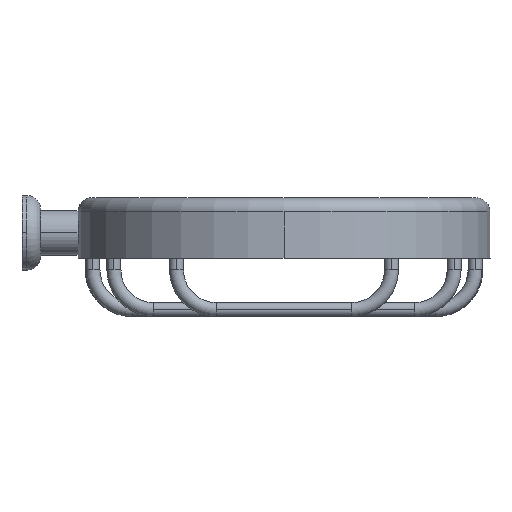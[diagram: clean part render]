
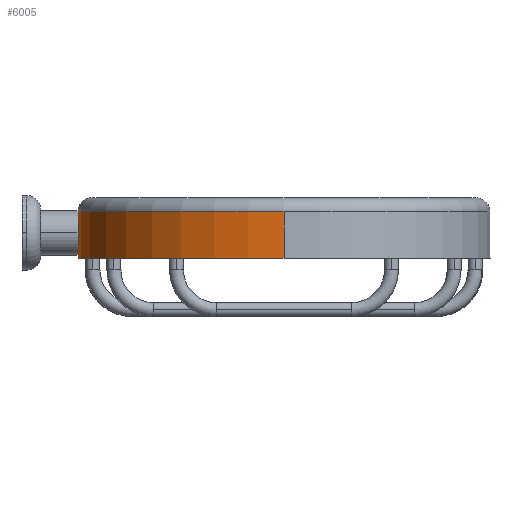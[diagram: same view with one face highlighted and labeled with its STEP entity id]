
A CAD part, left-side view. The second image highlights one B-rep face of the part: STEP entity #6005.
In plain terms, the highlighted cylindrical face has radius 44.094 mm (diameter 88.189 mm), a partial arc.
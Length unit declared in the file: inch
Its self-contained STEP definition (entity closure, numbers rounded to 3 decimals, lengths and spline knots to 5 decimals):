
#5326=DIRECTION('',(0.,0.,1.));
#5327=VECTOR('',#5326,0.393);
#5328=CARTESIAN_POINT('',(-0.12193,3.03089,
-0.011));
#5329=LINE('',#5328,#5327);
#5330=DIRECTION('',(0.,0.,1.));
#5331=VECTOR('',#5330,0.393);
#5332=CARTESIAN_POINT('',(-1.85793,1.29489,
-0.011));
#5333=LINE('',#5332,#5331);
#5348=CARTESIAN_POINT('',(-0.12193,1.29489,0.382));
#5349=DIRECTION('',(0.,0.,-1.));
#5350=DIRECTION('',(-1.,0.,0.));
#5351=AXIS2_PLACEMENT_3D('',#5348,#5349,#5350);
#5419=CARTESIAN_POINT('',(-0.12193,1.29489,
-0.011));
#5420=DIRECTION('',(0.,0.,1.));
#5421=DIRECTION('',(0.,1.,0.));
#5422=AXIS2_PLACEMENT_3D('',#5419,#5420,#5421);
#5694=CARTESIAN_POINT('',(-0.12193,3.03089,0.382));
#5695=VERTEX_POINT('',#5694);
#5721=CARTESIAN_POINT('',(-0.12193,3.03089,
-0.011));
#5722=VERTEX_POINT('',#5721);
#5723=CARTESIAN_POINT('',(-1.85793,1.29489,
-0.011));
#5724=CARTESIAN_POINT('',(-1.85793,1.29489,0.382));
#5725=VERTEX_POINT('',#5723);
#5726=VERTEX_POINT('',#5724);
#5991=CARTESIAN_POINT('',(-0.12193,1.29489,
-0.01981));
#5992=DIRECTION('',(0.,0.,1.));
#5993=DIRECTION('',(-1.,0.,0.));
#5994=AXIS2_PLACEMENT_3D('',#5991,#5992,#5993);
#5995=CYLINDRICAL_SURFACE('',#5994,1.736);
#5997=ORIENTED_EDGE('',*,*,#5996,.F.);
#5999=ORIENTED_EDGE('',*,*,#5998,.F.);
#6000=ORIENTED_EDGE('',*,*,#5978,.T.);
#6002=ORIENTED_EDGE('',*,*,#6001,.F.);
#6003=EDGE_LOOP('',(#5997,#5999,#6000,#6002));
#6004=FACE_OUTER_BOUND('',#6003,.F.);
#6005=ADVANCED_FACE('',(#6004),#5995,.T.);
#5352=CIRCLE('',#5351,1.736);
#5423=CIRCLE('',#5422,1.736);
#5978=EDGE_CURVE('',#5722,#5695,#5329,.T.);
#5996=EDGE_CURVE('',#5725,#5726,#5333,.T.);
#5998=EDGE_CURVE('',#5722,#5725,#5423,.T.);
#6001=EDGE_CURVE('',#5726,#5695,#5352,.T.);
